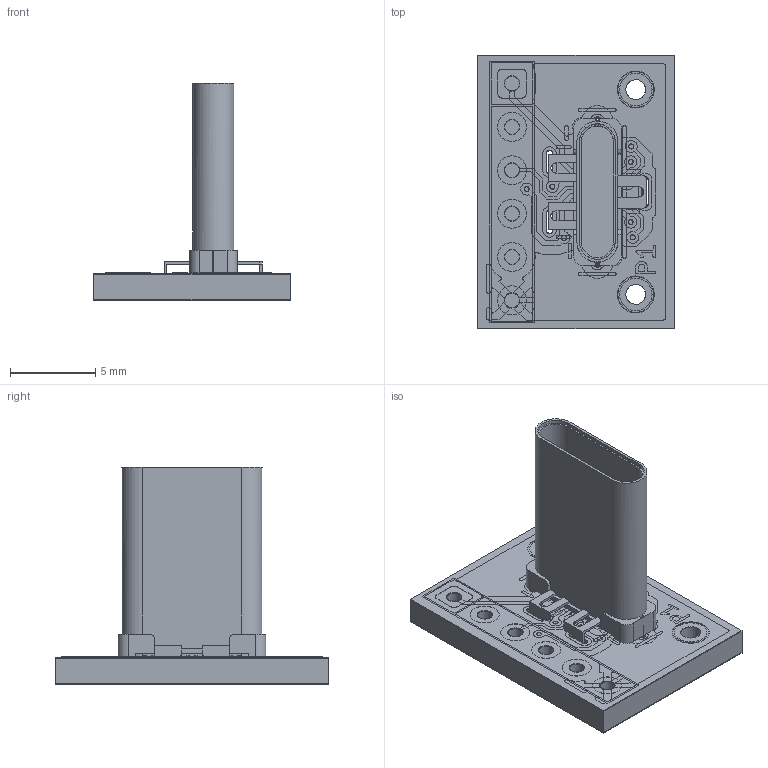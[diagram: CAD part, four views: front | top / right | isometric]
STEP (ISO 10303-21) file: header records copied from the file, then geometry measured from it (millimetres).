
FILE_DESCRIPTION(('KiCad electronic assembly'),'2;1');
FILE_NAME('USB_plug_wo_header_.step','2025-08-27T17:54:45',('Pcbnew'),( 'Kicad'),'Open CASCADE STEP processor 7.8','KiCad to STEP converter' ,'Unknown');
FILE_SCHEMA(('AUTOMOTIVE_DESIGN { 1 0 10303 214 1 1 1 1 }'));
Length unit declared in the file: millimetre
Products named in the file (8): USB_plug_wo_header_ 1; USB_C_plug v6; USB_plug_copper; USB_plug_pad; USB_plug_via; USB_plug_silkscreen; USB_plug_soldermask; USB_plug_PCB
Assembly tree (7 placements, depth 2):
  USB_plug_wo_header_ 1
    USB_C_plug v6
    USB_plug_copper
    USB_plug_pad
    USB_plug_via
    USB_plug_silkscreen
    USB_plug_soldermask
    USB_plug_PCB
Bounding box: 11.5 x 16 x 12.74 mm (x, y, z)
Volume: 334 mm3; surface area: 2233.4 mm2
Topology: 88 solids, 106 shells, 1451 faces, 4065 edges, 2799 vertices
Faces by surface type: plane 1017, cylinder 432, cone 2
Full cylindrical faces by diameter (mm): 0.275 x14, 0.3 x14, 0.6 x2, 0.75 x2, 0.85 x18, 0.9 x12, 1.152 x2, 1.7 x10, 2.16 x4
Entity records: 47924 total; most frequent: CARTESIAN_POINT 8323, DIRECTION 7945, ORIENTED_EDGE 7850, EDGE_CURVE 4065, LINE 3103, VECTOR 3103, VERTEX_POINT 2799, AXIS2_PLACEMENT_3D 2421
